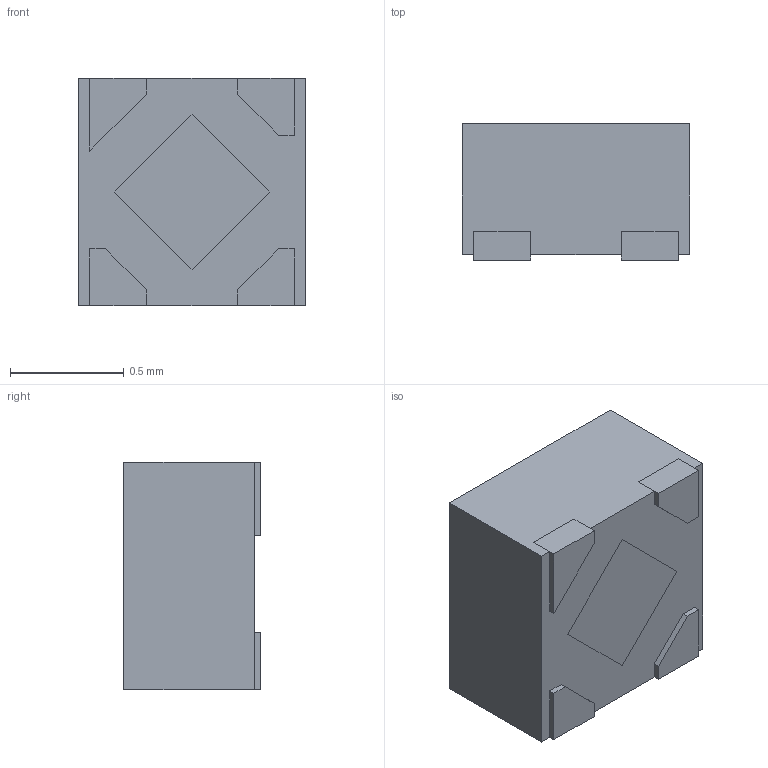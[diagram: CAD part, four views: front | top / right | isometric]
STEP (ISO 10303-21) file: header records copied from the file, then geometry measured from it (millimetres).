
FILE_DESCRIPTION(('HOOPS Exchange Step'),'2;1');
FILE_NAME('temp_export','2023-03-10T23:47:45+08:00',('30abd'),('Shapr3D Limited'),'HOOPS Exchange 2022.2','Shapr3D','Authorized');
FILE_SCHEMA( ('AUTOMOTIVE_DESIGN { 1 0 10303 214 1 1 1 1 }') );
Length unit declared in the file: millimetre
Products named in the file (2): temp_import.STEP; root
Assembly tree (1 placements, depth 2):
  root
    temp_import.STEP
Bounding box: 1 x 0.6 x 1 mm (x, y, z)
Volume: 0.6 mm3; surface area: 6.2 mm2
Topology: 7 solids, 7 shells, 68 faces, 156 edges, 104 vertices
Faces by surface type: plane 66, cylinder 2
Full cylindrical faces by diameter (mm): 0.084 x2
Entity records: 1928 total; most frequent: CARTESIAN_POINT 330, ORIENTED_EDGE 312, DIRECTION 300, EDGE_CURVE 156, VECTOR 152, LINE 152, VERTEX_POINT 104, AXIS2_PLACEMENT_3D 74
